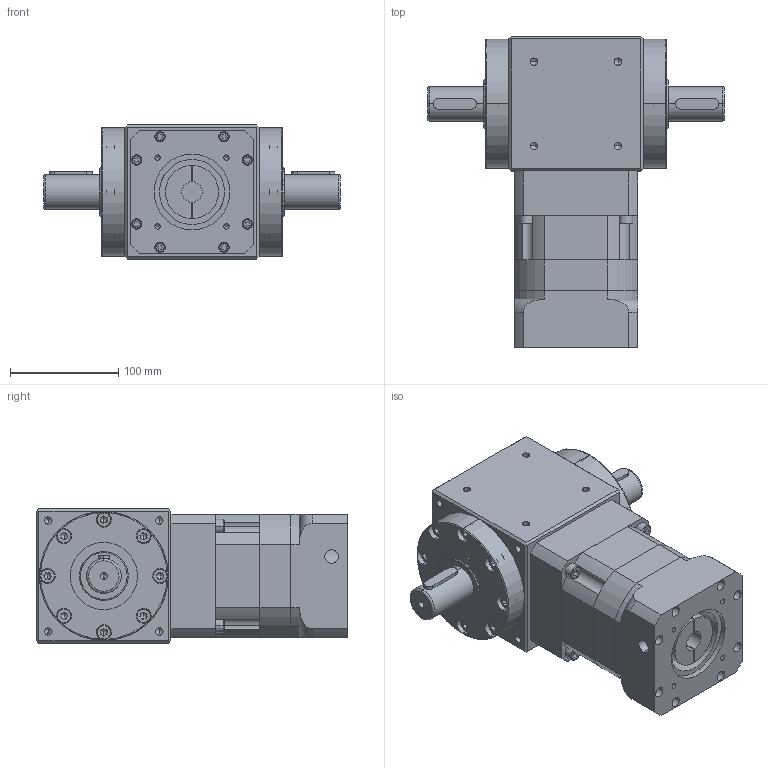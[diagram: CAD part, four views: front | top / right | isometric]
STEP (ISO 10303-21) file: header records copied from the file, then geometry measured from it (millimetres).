
FILE_DESCRIPTION (( 'STEP AP214' ), '1' );
FILE_NAME ('RAM120-L2-XX-2S-19-70-90-M6_2019.STEP', '2019-04-09T09:46:02', ( 'Y' ), ( 'NCU' ), 'SwSTEP 2.0', 'SolidWorks 2016', '' );
FILE_SCHEMA (( 'AUTOMOTIVE_DESIGN' ));
Length unit declared in the file: millimetre
Products named in the file (1): RAM120-L2-XX-2S-19-70-90-M6_2019
Bounding box: 274 x 286.8 x 124 mm (x, y, z)
Volume: 4342352.5 mm3; surface area: 357698.6 mm2
Topology: 7 solids, 25 shells, 889 faces, 2098 edges, 1286 vertices
Faces by surface type: plane 437, cylinder 288, cone 116, torus 48
Entity records: 28878 total; most frequent: CARTESIAN_POINT 7118, DIRECTION 4556, ORIENTED_EDGE 4020, EDGE_CURVE 2010, AXIS2_PLACEMENT_3D 1724, VERTEX_POINT 1286, VECTOR 1108, LINE 1108
